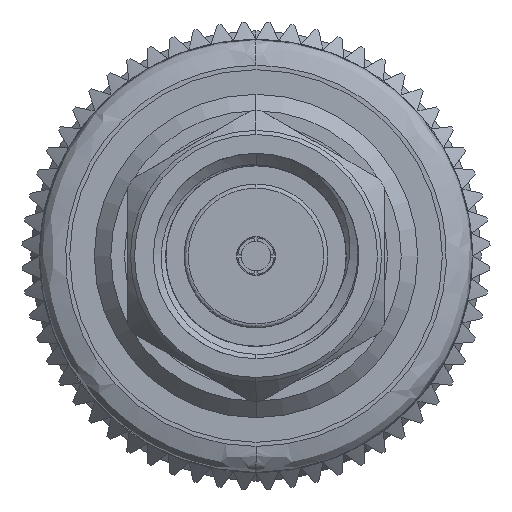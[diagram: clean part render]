
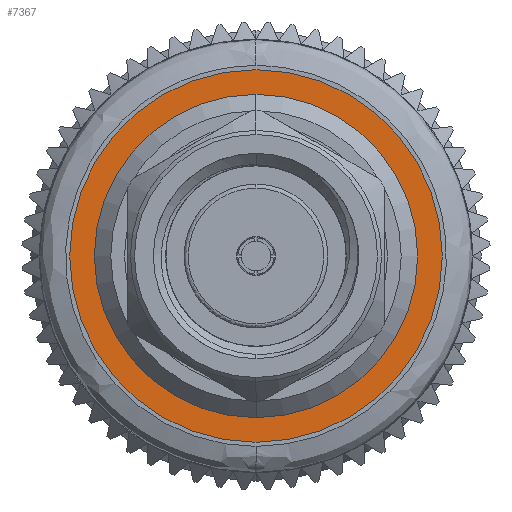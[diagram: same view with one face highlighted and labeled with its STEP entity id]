
A CAD part, left-side view. The second image highlights one B-rep face of the part: STEP entity #7367.
In plain terms, the highlighted face is planar.
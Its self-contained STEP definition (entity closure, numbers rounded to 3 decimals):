
#133 = AXIS2_PLACEMENT_3D ( 'NONE', #16314, #11017, #14461 ) ;
#974 = EDGE_CURVE ( 'NONE', #15482, #7798, #11740, .T. ) ;
#1231 = DIRECTION ( 'NONE',  ( 0., 0., 1. ) ) ;
#2699 = PLANE ( 'NONE',  #133 ) ;
#2785 = CARTESIAN_POINT ( 'NONE',  ( 19.901, 0., 4.995 ) ) ;
#4926 = DIRECTION ( 'NONE',  ( 0., 0., 1. ) ) ;
#5365 = EDGE_CURVE ( 'NONE', #10966, #7177, #21475, .T. ) ;
#5441 = DIRECTION ( 'NONE',  ( 0., 0., 1. ) ) ;
#5781 = DIRECTION ( 'NONE',  ( -1., 0., 0. ) ) ;
#6849 = ORIENTED_EDGE ( 'NONE', *, *, #5365, .T. ) ;
#7177 = VERTEX_POINT ( 'NONE', #14512 ) ;
#7367 = ADVANCED_FACE ( 'NONE', ( #21359, #12902 ), #2699, .T. ) ;
#7798 = VERTEX_POINT ( 'NONE', #2785 ) ;
#7991 = EDGE_LOOP ( 'NONE', ( #14328, #19900 ) ) ;
#8318 = CARTESIAN_POINT ( 'NONE',  ( 19.901, 0., 0. ) ) ;
#8672 = CARTESIAN_POINT ( 'NONE',  ( 19.901, 0., 5.757 ) ) ;
#9154 = EDGE_CURVE ( 'NONE', #7798, #15482, #18990, .T. ) ;
#9512 = AXIS2_PLACEMENT_3D ( 'NONE', #14930, #17007, #4926 ) ;
#9612 = AXIS2_PLACEMENT_3D ( 'NONE', #19078, #17422, #5441 ) ;
#10368 = CIRCLE ( 'NONE', #21630, 5.757 ) ;
#10966 = VERTEX_POINT ( 'NONE', #8672 ) ;
#11017 = DIRECTION ( 'NONE',  ( 1., 0., 0. ) ) ;
#11706 = ORIENTED_EDGE ( 'NONE', *, *, #16538, .T. ) ;
#11740 = CIRCLE ( 'NONE', #9612, 4.995 ) ;
#12902 = FACE_OUTER_BOUND ( 'NONE', #18038, .T. ) ;
#13354 = AXIS2_PLACEMENT_3D ( 'NONE', #14139, #5781, #19199 ) ;
#14139 = CARTESIAN_POINT ( 'NONE',  ( 19.901, 0., 0. ) ) ;
#14328 = ORIENTED_EDGE ( 'NONE', *, *, #9154, .T. ) ;
#14461 = DIRECTION ( 'NONE',  ( 0., 0., -1. ) ) ;
#14512 = CARTESIAN_POINT ( 'NONE',  ( 19.901, 0., -5.757 ) ) ;
#14930 = CARTESIAN_POINT ( 'NONE',  ( 19.901, 0., 0. ) ) ;
#15482 = VERTEX_POINT ( 'NONE', #19441 ) ;
#16314 = CARTESIAN_POINT ( 'NONE',  ( 19.901, 0., 0. ) ) ;
#16538 = EDGE_CURVE ( 'NONE', #7177, #10966, #10368, .T. ) ;
#17007 = DIRECTION ( 'NONE',  ( 1., 0., 0. ) ) ;
#17422 = DIRECTION ( 'NONE',  ( -1., 0., 0. ) ) ;
#18038 = EDGE_LOOP ( 'NONE', ( #6849, #11706 ) ) ;
#18990 = CIRCLE ( 'NONE', #13354, 4.995 ) ;
#19078 = CARTESIAN_POINT ( 'NONE',  ( 19.901, 0., 0. ) ) ;
#19199 = DIRECTION ( 'NONE',  ( 0., 0., 1. ) ) ;
#19441 = CARTESIAN_POINT ( 'NONE',  ( 19.901, 0., -4.995 ) ) ;
#19796 = DIRECTION ( 'NONE',  ( 1., 0., 0. ) ) ;
#19900 = ORIENTED_EDGE ( 'NONE', *, *, #974, .T. ) ;
#21359 = FACE_BOUND ( 'NONE', #7991, .T. ) ;
#21475 = CIRCLE ( 'NONE', #9512, 5.757 ) ;
#21630 = AXIS2_PLACEMENT_3D ( 'NONE', #8318, #19796, #1231 ) ;
